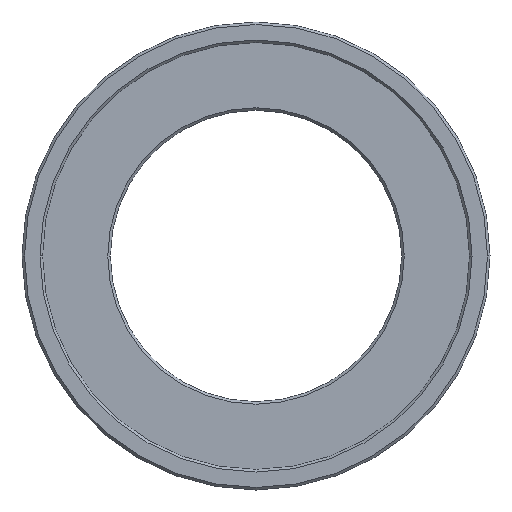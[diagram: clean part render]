
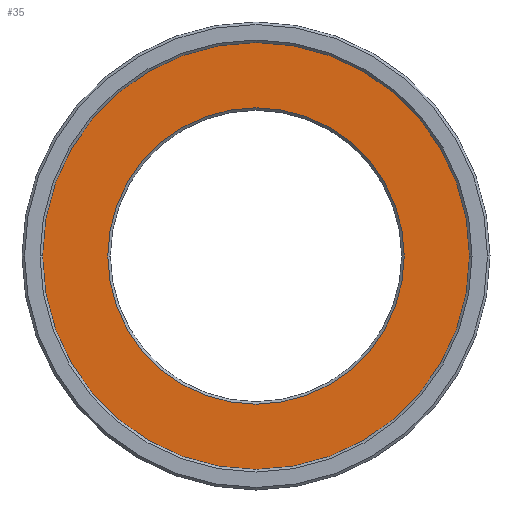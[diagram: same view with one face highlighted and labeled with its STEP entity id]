
A CAD part, left-side view. The second image highlights one B-rep face of the part: STEP entity #35.
In plain terms, the highlighted planar face has unit normal (-1, 0, 0).
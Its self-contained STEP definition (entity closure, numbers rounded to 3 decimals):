
#35 = ADVANCED_FACE ( 'NONE', ( #3796, #10712 ), #7666, .T. ) ;
#54 = DIRECTION ( 'NONE',  ( -1., 0., 0. ) ) ;
#310 = VERTEX_POINT ( 'NONE', #8299 ) ;
#848 = AXIS2_PLACEMENT_3D ( 'NONE', #1821, #10449, #6645 ) ;
#1070 = CARTESIAN_POINT ( 'NONE',  ( 3.6, 17.7, 0. ) ) ;
#1188 = CARTESIAN_POINT ( 'NONE',  ( 3.6, -17.7, 0. ) ) ;
#1311 = DIRECTION ( 'NONE',  ( 0., -1., 0. ) ) ;
#1775 = CIRCLE ( 'NONE', #2992, 25.5 ) ;
#1821 = CARTESIAN_POINT ( 'NONE',  ( 3.6, 0., 0. ) ) ;
#2000 = AXIS2_PLACEMENT_3D ( 'NONE', #12160, #2451, #1311 ) ;
#2374 = VERTEX_POINT ( 'NONE', #1188 ) ;
#2415 = AXIS2_PLACEMENT_3D ( 'NONE', #5895, #54, #9836 ) ;
#2451 = DIRECTION ( 'NONE',  ( -1., 0., 0. ) ) ;
#2490 = VERTEX_POINT ( 'NONE', #2629 ) ;
#2629 = CARTESIAN_POINT ( 'NONE',  ( 3.6, -25.5, 0. ) ) ;
#2992 = AXIS2_PLACEMENT_3D ( 'NONE', #9136, #3238, #12174 ) ;
#3238 = DIRECTION ( 'NONE',  ( -1., 0., 0. ) ) ;
#3264 = EDGE_LOOP ( 'NONE', ( #7862, #11069 ) ) ;
#3796 = FACE_BOUND ( 'NONE', #3264, .T. ) ;
#4338 = DIRECTION ( 'NONE',  ( 1., 0., 0. ) ) ;
#5808 = EDGE_CURVE ( 'NONE', #2490, #310, #1775, .T. ) ;
#5895 = CARTESIAN_POINT ( 'NONE',  ( 3.6, 0., 0. ) ) ;
#5917 = CIRCLE ( 'NONE', #848, 17.7 ) ;
#6036 = VERTEX_POINT ( 'NONE', #1070 ) ;
#6302 = CARTESIAN_POINT ( 'NONE',  ( 3.6, 0., 0. ) ) ;
#6645 = DIRECTION ( 'NONE',  ( 0., -1., 0. ) ) ;
#7016 = EDGE_CURVE ( 'NONE', #310, #2490, #11109, .T. ) ;
#7374 = ORIENTED_EDGE ( 'NONE', *, *, #5808, .T. ) ;
#7424 = EDGE_LOOP ( 'NONE', ( #7374, #12545 ) ) ;
#7512 = EDGE_CURVE ( 'NONE', #6036, #2374, #9342, .T. ) ;
#7666 = PLANE ( 'NONE',  #2415 ) ;
#7862 = ORIENTED_EDGE ( 'NONE', *, *, #12253, .T. ) ;
#8299 = CARTESIAN_POINT ( 'NONE',  ( 3.6, 25.5, 0. ) ) ;
#8541 = AXIS2_PLACEMENT_3D ( 'NONE', #6302, #4338, #12086 ) ;
#9136 = CARTESIAN_POINT ( 'NONE',  ( 3.6, 0., 0. ) ) ;
#9342 = CIRCLE ( 'NONE', #8541, 17.7 ) ;
#9836 = DIRECTION ( 'NONE',  ( 0., 1., 0. ) ) ;
#10449 = DIRECTION ( 'NONE',  ( 1., 0., 0. ) ) ;
#10712 = FACE_OUTER_BOUND ( 'NONE', #7424, .T. ) ;
#11069 = ORIENTED_EDGE ( 'NONE', *, *, #7512, .T. ) ;
#11109 = CIRCLE ( 'NONE', #2000, 25.5 ) ;
#12086 = DIRECTION ( 'NONE',  ( 0., -1., 0. ) ) ;
#12160 = CARTESIAN_POINT ( 'NONE',  ( 3.6, 0., 0. ) ) ;
#12174 = DIRECTION ( 'NONE',  ( 0., -1., 0. ) ) ;
#12253 = EDGE_CURVE ( 'NONE', #2374, #6036, #5917, .T. ) ;
#12545 = ORIENTED_EDGE ( 'NONE', *, *, #7016, .T. ) ;
